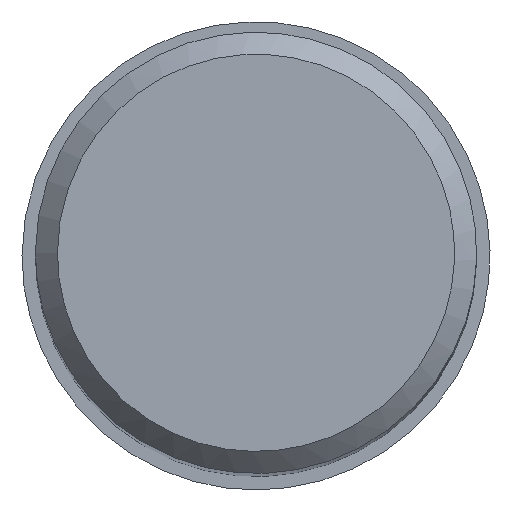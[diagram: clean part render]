
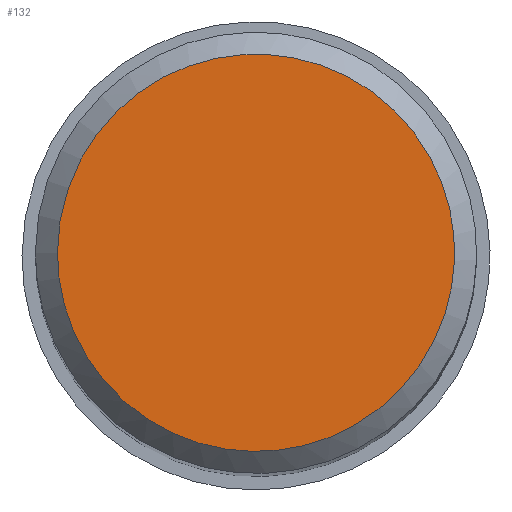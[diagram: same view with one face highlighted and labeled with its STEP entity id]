
A CAD part, top view. The second image highlights one B-rep face of the part: STEP entity #132.
In plain terms, the highlighted planar face has unit normal (0, 0, 1).
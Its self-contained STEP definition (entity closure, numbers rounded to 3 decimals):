
#83 = VERTEX_POINT('', #84);
#84 = CARTESIAN_POINT('', (-9., 0., 0.));
#89 = EDGE_CURVE('', #83, #83, #90, .T.);
#90 = (
   BOUNDED_CURVE ()
   B_SPLINE_CURVE (2, (#91, #92, #93, #94, #95, #96, #97, #98, #99), .UNSPECIFIED., .T., .U.)
   B_SPLINE_CURVE_WITH_KNOTS ((3, 2, 2, 2, 3), (0., 1.571, 3.142, 4.712, 6.283), .UNSPECIFIED.)
   CURVE ()
   GEOMETRIC_REPRESENTATION_ITEM ()
   RATIONAL_B_SPLINE_CURVE ((1., 0.707, 1., 0.707, 1., 0.707, 1., 0.707, 1.))
   REPRESENTATION_ITEM ('')
);
#91 = CARTESIAN_POINT('', (-9., 0., 0.));
#92 = CARTESIAN_POINT('', (-9., 9., 0.));
#93 = CARTESIAN_POINT('', (0., 9., 0.));
#94 = CARTESIAN_POINT('', (9., 9., 0.));
#95 = CARTESIAN_POINT('', (9., 0., 0.));
#96 = CARTESIAN_POINT('', (9., -9., 0.));
#97 = CARTESIAN_POINT('', (0., -9., 0.));
#98 = CARTESIAN_POINT('', (-9., -9., 0.));
#99 = CARTESIAN_POINT('', (-9., 0., 0.));
#132 = ADVANCED_FACE('', (#133), #136, .T.);
#133 = FACE_OUTER_BOUND('', #134, .T.);
#134 = EDGE_LOOP('', (#135));
#135 = ORIENTED_EDGE('', *, *, #89, .F.);
#136 = PLANE('', #137);
#137 = AXIS2_PLACEMENT_3D('', #138, #139, #140);
#138 = CARTESIAN_POINT('', (14.001, -14.001, 0.));
#139 = DIRECTION('', (0., 0., 1.));
#140 = DIRECTION('', (0., 1., 0.));
